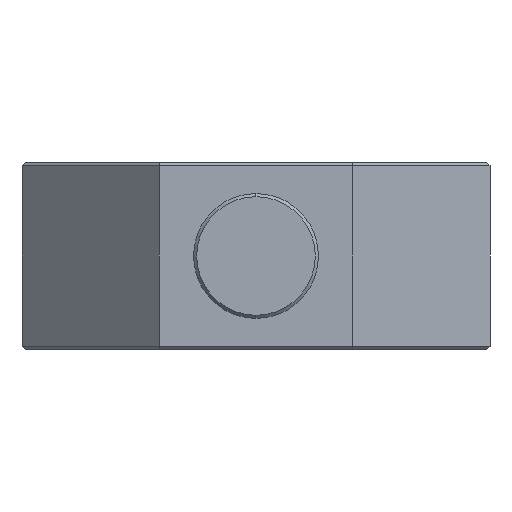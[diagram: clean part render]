
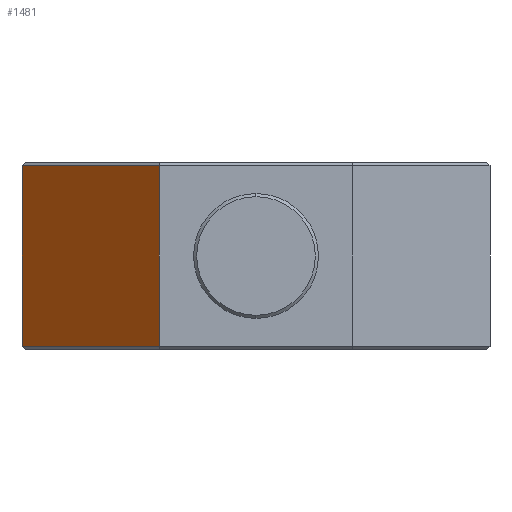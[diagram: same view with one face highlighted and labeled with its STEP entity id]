
A CAD part, left-side view. The second image highlights one B-rep face of the part: STEP entity #1481.
In plain terms, the highlighted planar face has unit normal (-0.707, 0.707, 0).
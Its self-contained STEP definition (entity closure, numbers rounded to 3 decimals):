
#33 = PLANE ( 'NONE',  #2020 ) ;
#123 = CARTESIAN_POINT ( 'NONE',  ( -15.533, 37.5, 15. ) ) ;
#219 = DIRECTION ( 'NONE',  ( -0.707, -0.707, 0. ) ) ;
#257 = EDGE_CURVE ( 'NONE', #842, #1635, #1474, .T. ) ;
#273 = ORIENTED_EDGE ( 'NONE', *, *, #1494, .T. ) ;
#291 = ORIENTED_EDGE ( 'NONE', *, *, #1525, .T. ) ;
#355 = CARTESIAN_POINT ( 'NONE',  ( -37.5, 15.533, 15. ) ) ;
#389 = CARTESIAN_POINT ( 'NONE',  ( -15.533, 37.5, 14.5 ) ) ;
#422 = LINE ( 'NONE', #123, #1610 ) ;
#594 = CARTESIAN_POINT ( 'NONE',  ( -37.5, 15.533, -14.5 ) ) ;
#709 = VERTEX_POINT ( 'NONE', #1160 ) ;
#818 = VECTOR ( 'NONE', #1347, 1000. ) ;
#837 = CARTESIAN_POINT ( 'NONE',  ( -15.533, 37.5, 14.5 ) ) ;
#842 = VERTEX_POINT ( 'NONE', #1156 ) ;
#997 = CARTESIAN_POINT ( 'NONE',  ( -15.533, 37.5, 15. ) ) ;
#1042 = DIRECTION ( 'NONE',  ( 0.707, 0.707, 0. ) ) ;
#1101 = VECTOR ( 'NONE', #219, 1000. ) ;
#1139 = ORIENTED_EDGE ( 'NONE', *, *, #257, .F. ) ;
#1156 = CARTESIAN_POINT ( 'NONE',  ( -37.5, 15.533, 14.5 ) ) ;
#1160 = CARTESIAN_POINT ( 'NONE',  ( -15.533, 37.5, -14.5 ) ) ;
#1185 = LINE ( 'NONE', #389, #1946 ) ;
#1347 = DIRECTION ( 'NONE',  ( 0., 0., -1. ) ) ;
#1348 = LINE ( 'NONE', #2001, #1101 ) ;
#1368 = DIRECTION ( 'NONE',  ( 0., 0., -1. ) ) ;
#1430 = EDGE_CURVE ( 'NONE', #842, #1489, #1185, .T. ) ;
#1474 = LINE ( 'NONE', #355, #818 ) ;
#1481 = ADVANCED_FACE ( 'NONE', ( #1803 ), #33, .F. ) ;
#1489 = VERTEX_POINT ( 'NONE', #837 ) ;
#1494 = EDGE_CURVE ( 'NONE', #709, #1635, #1348, .T. ) ;
#1507 = DIRECTION ( 'NONE',  ( 0.707, -0.707, 0. ) ) ;
#1525 = EDGE_CURVE ( 'NONE', #1489, #709, #422, .T. ) ;
#1610 = VECTOR ( 'NONE', #1368, 1000. ) ;
#1635 = VERTEX_POINT ( 'NONE', #594 ) ;
#1649 = ORIENTED_EDGE ( 'NONE', *, *, #1430, .T. ) ;
#1803 = FACE_OUTER_BOUND ( 'NONE', #2018, .T. ) ;
#1849 = DIRECTION ( 'NONE',  ( 0.707, 0.707, 0. ) ) ;
#1946 = VECTOR ( 'NONE', #1042, 1000. ) ;
#2001 = CARTESIAN_POINT ( 'NONE',  ( -15.533, 37.5, -14.5 ) ) ;
#2018 = EDGE_LOOP ( 'NONE', ( #291, #273, #1139, #1649 ) ) ;
#2020 = AXIS2_PLACEMENT_3D ( 'NONE', #997, #1507, #1849 ) ;
